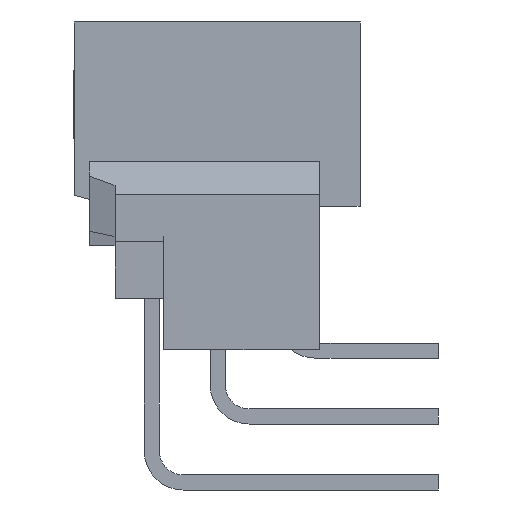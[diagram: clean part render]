
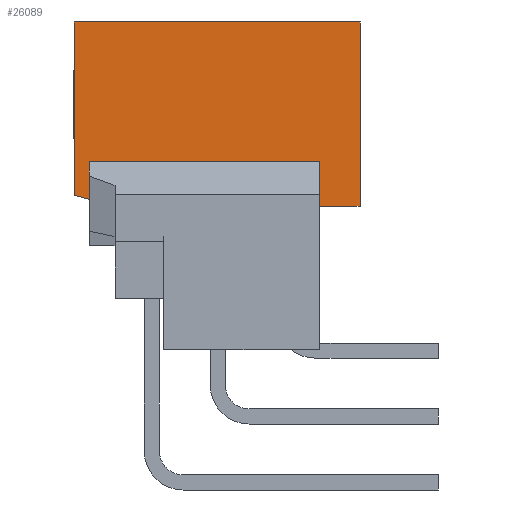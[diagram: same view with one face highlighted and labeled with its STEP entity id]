
A CAD part, left-side view. The second image highlights one B-rep face of the part: STEP entity #26089.
In plain terms, the highlighted planar face has unit normal (-1, 0, 0).
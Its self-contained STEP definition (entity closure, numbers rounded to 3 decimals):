
#72=DIRECTION('',(0.,1.,0.));
#73=VECTOR('',#72,8.282);
#74=CARTESIAN_POINT('',(-43.88,-3.935,-5.38));
#75=LINE('',#74,#73);
#76=DIRECTION('',(0.,0.,1.));
#77=VECTOR('',#76,1.6);
#78=CARTESIAN_POINT('',(-43.88,4.347,-6.98));
#79=LINE('',#78,#77);
#80=DIRECTION('',(0.,0.966,0.259));
#81=VECTOR('',#80,1.194);
#82=CARTESIAN_POINT('',(-43.88,4.347,-6.98));
#83=LINE('',#82,#81);
#84=DIRECTION('',(0.,0.,1.));
#85=VECTOR('',#84,6.671);
#86=CARTESIAN_POINT('',(-43.88,5.5,-6.671));
#87=LINE('',#86,#85);
#88=DIRECTION('',(0.,-1.,0.));
#89=VECTOR('',#88,11.);
#90=CARTESIAN_POINT('',(-43.88,5.5,0.));
#91=LINE('',#90,#89);
#92=DIRECTION('',(0.,0.,-1.));
#93=VECTOR('',#92,7.09);
#94=CARTESIAN_POINT('',(-43.88,-5.5,0.));
#95=LINE('',#94,#93);
#96=DIRECTION('',(0.,1.,0.));
#97=VECTOR('',#96,1.565);
#98=CARTESIAN_POINT('',(-43.88,-5.5,-7.09));
#99=LINE('',#98,#97);
#100=DIRECTION('',(0.,0.,1.));
#101=VECTOR('',#100,1.71);
#102=CARTESIAN_POINT('',(-43.88,-3.935,-7.09));
#103=LINE('',#102,#101);
#19722=CARTESIAN_POINT('',(-43.88,5.5,-6.671));
#19723=CARTESIAN_POINT('',(-43.88,5.5,0.));
#19724=VERTEX_POINT('',#19722);
#19725=VERTEX_POINT('',#19723);
#19726=CARTESIAN_POINT('',(-43.88,-5.5,0.));
#19727=VERTEX_POINT('',#19726);
#19728=CARTESIAN_POINT('',(-43.88,-5.5,-7.09));
#19729=VERTEX_POINT('',#19728);
#19746=CARTESIAN_POINT('',(-43.88,-3.935,-5.38));
#19747=CARTESIAN_POINT('',(-43.88,4.347,-5.38));
#19748=VERTEX_POINT('',#19746);
#19749=VERTEX_POINT('',#19747);
#19756=CARTESIAN_POINT('',(-43.88,-3.935,-7.09));
#19757=VERTEX_POINT('',#19756);
#19818=CARTESIAN_POINT('',(-43.88,4.347,-6.98));
#19819=VERTEX_POINT('',#19818);
#26066=CARTESIAN_POINT('',(-43.88,0.,0.));
#26067=DIRECTION('',(1.,0.,0.));
#26068=DIRECTION('',(0.,0.,-1.));
#26069=AXIS2_PLACEMENT_3D('',#26066,#26067,#26068);
#26070=PLANE('',#26069);
#26072=ORIENTED_EDGE('',*,*,#26071,.T.);
#26074=ORIENTED_EDGE('',*,*,#26073,.F.);
#26076=ORIENTED_EDGE('',*,*,#26075,.T.);
#26078=ORIENTED_EDGE('',*,*,#26077,.T.);
#26080=ORIENTED_EDGE('',*,*,#26079,.T.);
#26082=ORIENTED_EDGE('',*,*,#26081,.T.);
#26084=ORIENTED_EDGE('',*,*,#26083,.T.);
#26086=ORIENTED_EDGE('',*,*,#26085,.T.);
#26087=EDGE_LOOP('',(#26072,#26074,#26076,#26078,#26080,#26082,#26084,#26086));
#26088=FACE_OUTER_BOUND('',#26087,.F.);
#26089=ADVANCED_FACE('',(#26088),#26070,.F.);
#26071=EDGE_CURVE('',#19748,#19749,#75,.T.);
#26073=EDGE_CURVE('',#19819,#19749,#79,.T.);
#26075=EDGE_CURVE('',#19819,#19724,#83,.T.);
#26077=EDGE_CURVE('',#19724,#19725,#87,.T.);
#26079=EDGE_CURVE('',#19725,#19727,#91,.T.);
#26081=EDGE_CURVE('',#19727,#19729,#95,.T.);
#26083=EDGE_CURVE('',#19729,#19757,#99,.T.);
#26085=EDGE_CURVE('',#19757,#19748,#103,.T.);
